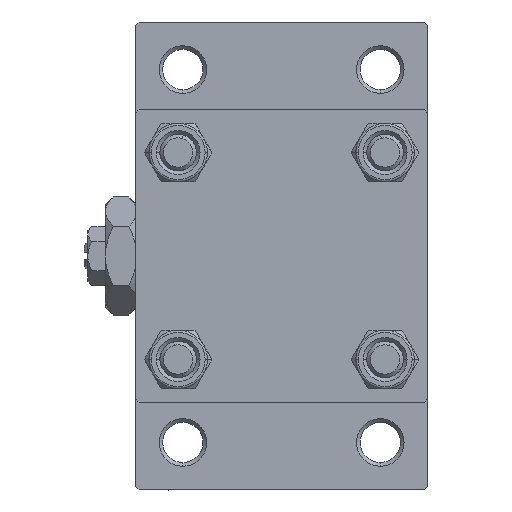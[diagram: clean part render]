
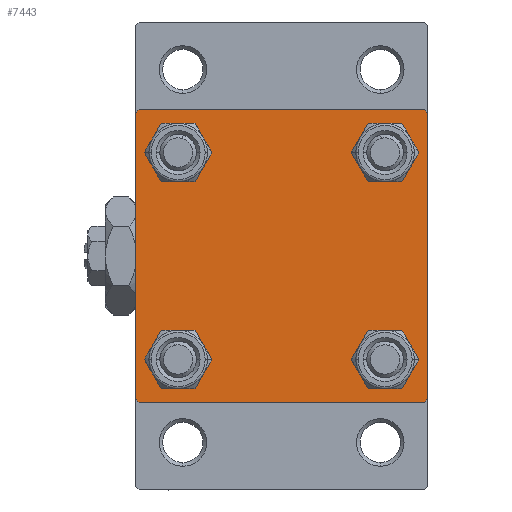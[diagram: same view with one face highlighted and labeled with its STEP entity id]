
A CAD part, left-side view. The second image highlights one B-rep face of the part: STEP entity #7443.
In plain terms, the highlighted planar face has unit normal (-1, 0, 0).
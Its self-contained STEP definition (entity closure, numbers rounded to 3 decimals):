
#309 = VECTOR ( 'NONE', #13660, 1000. ) ;
#426 = CIRCLE ( 'NONE', #44540, 3. ) ;
#435 = CARTESIAN_POINT ( 'NONE',  ( 0., 0., 0. ) ) ;
#573 = VERTEX_POINT ( 'NONE', #18162 ) ;
#902 = EDGE_CURVE ( 'NONE', #12266, #6738, #34927, .T. ) ;
#918 = FACE_OUTER_BOUND ( 'NONE', #28363, .T. ) ;
#1353 = ORIENTED_EDGE ( 'NONE', *, *, #27221, .F. ) ;
#1447 = AXIS2_PLACEMENT_3D ( 'NONE', #20340, #12195, #23550 ) ;
#1927 = EDGE_CURVE ( 'NONE', #17250, #44710, #41195, .T. ) ;
#2245 = EDGE_CURVE ( 'NONE', #39649, #573, #21316, .T. ) ;
#2329 = DIRECTION ( 'NONE',  ( 0., 0., 1. ) ) ;
#2523 = VERTEX_POINT ( 'NONE', #23246 ) ;
#2752 = AXIS2_PLACEMENT_3D ( 'NONE', #4617, #22895, #8073 ) ;
#2755 = CARTESIAN_POINT ( 'NONE',  ( 0., 14.15, 14.15 ) ) ;
#2778 = VERTEX_POINT ( 'NONE', #5942 ) ;
#3617 = ORIENTED_EDGE ( 'NONE', *, *, #25778, .T. ) ;
#3910 = FACE_BOUND ( 'NONE', #27626, .T. ) ;
#3931 = EDGE_LOOP ( 'NONE', ( #40213, #13449 ) ) ;
#4143 = EDGE_CURVE ( 'NONE', #15169, #30370, #10626, .T. ) ;
#4617 = CARTESIAN_POINT ( 'NONE',  ( 0., -14.15, -14.15 ) ) ;
#5089 = EDGE_CURVE ( 'NONE', #8151, #573, #38886, .T. ) ;
#5289 = VECTOR ( 'NONE', #42771, 1000. ) ;
#5775 = VECTOR ( 'NONE', #45801, 1000. ) ;
#5942 = CARTESIAN_POINT ( 'NONE',  ( 0., 14.15, -11.15 ) ) ;
#6738 = VERTEX_POINT ( 'NONE', #36622 ) ;
#7081 = ORIENTED_EDGE ( 'NONE', *, *, #28315, .T. ) ;
#7155 = DIRECTION ( 'NONE',  ( 0., 0.707, -0.707 ) ) ;
#7443 = ADVANCED_FACE ( 'NONE', ( #38184, #37716, #19446, #3910, #918 ), #8086, .T. ) ;
#7636 = ORIENTED_EDGE ( 'NONE', *, *, #4143, .T. ) ;
#7821 = CARTESIAN_POINT ( 'NONE',  ( 0., -14.15, 14.15 ) ) ;
#8067 = CARTESIAN_POINT ( 'NONE',  ( 0., 20., 20. ) ) ;
#8073 = DIRECTION ( 'NONE',  ( 0., 0., 1. ) ) ;
#8086 = PLANE ( 'NONE',  #32007 ) ;
#8151 = VERTEX_POINT ( 'NONE', #19517 ) ;
#8363 = CARTESIAN_POINT ( 'NONE',  ( 0., 19.5, -20. ) ) ;
#8538 = DIRECTION ( 'NONE',  ( 1., 0., 0. ) ) ;
#8572 = CARTESIAN_POINT ( 'NONE',  ( 0., -20., 19.5 ) ) ;
#9545 = CARTESIAN_POINT ( 'NONE',  ( 0., -14.15, 11.15 ) ) ;
#9715 = CARTESIAN_POINT ( 'NONE',  ( 0., -14.15, 14.15 ) ) ;
#10289 = DIRECTION ( 'NONE',  ( 0., -1., 0. ) ) ;
#10349 = EDGE_CURVE ( 'NONE', #6738, #12266, #35207, .T. ) ;
#10626 = CIRCLE ( 'NONE', #2752, 3. ) ;
#12195 = DIRECTION ( 'NONE',  ( 1., 0., 0. ) ) ;
#12197 = CARTESIAN_POINT ( 'NONE',  ( 0., -19.75, -19.75 ) ) ;
#12266 = VERTEX_POINT ( 'NONE', #9545 ) ;
#12495 = DIRECTION ( 'NONE',  ( 0., 0., 1. ) ) ;
#12502 = CARTESIAN_POINT ( 'NONE',  ( 0., 19.75, -19.75 ) ) ;
#12721 = DIRECTION ( 'NONE',  ( 0., 0., 1. ) ) ;
#13170 = DIRECTION ( 'NONE',  ( 0., 0., 1. ) ) ;
#13208 = CARTESIAN_POINT ( 'NONE',  ( 0., -19.5, -20. ) ) ;
#13434 = CARTESIAN_POINT ( 'NONE',  ( 0., 14.15, -14.15 ) ) ;
#13449 = ORIENTED_EDGE ( 'NONE', *, *, #27071, .T. ) ;
#13484 = VECTOR ( 'NONE', #7155, 1000. ) ;
#13660 = DIRECTION ( 'NONE',  ( 0., 0.707, 0.707 ) ) ;
#14971 = ORIENTED_EDGE ( 'NONE', *, *, #10349, .T. ) ;
#15169 = VERTEX_POINT ( 'NONE', #21791 ) ;
#15509 = DIRECTION ( 'NONE',  ( -1., 0., 0. ) ) ;
#16444 = CARTESIAN_POINT ( 'NONE',  ( 0., -14.15, -14.15 ) ) ;
#17250 = VERTEX_POINT ( 'NONE', #34157 ) ;
#17819 = DIRECTION ( 'NONE',  ( 0., 0., 1. ) ) ;
#18162 = CARTESIAN_POINT ( 'NONE',  ( 0., -19.5, 20. ) ) ;
#18492 = EDGE_LOOP ( 'NONE', ( #7636, #48460 ) ) ;
#19051 = EDGE_CURVE ( 'NONE', #30370, #15169, #40418, .T. ) ;
#19125 = AXIS2_PLACEMENT_3D ( 'NONE', #16444, #28494, #12721 ) ;
#19317 = DIRECTION ( 'NONE',  ( 0., 0., -1. ) ) ;
#19446 = FACE_BOUND ( 'NONE', #3931, .T. ) ;
#19517 = CARTESIAN_POINT ( 'NONE',  ( 0., 19.5, 20. ) ) ;
#20081 = VECTOR ( 'NONE', #36198, 1000. ) ;
#20340 = CARTESIAN_POINT ( 'NONE',  ( 0., 14.15, 14.15 ) ) ;
#20920 = ORIENTED_EDGE ( 'NONE', *, *, #1927, .T. ) ;
#21078 = DIRECTION ( 'NONE',  ( 1., 0., 0. ) ) ;
#21316 = LINE ( 'NONE', #42767, #309 ) ;
#21572 = AXIS2_PLACEMENT_3D ( 'NONE', #7821, #8538, #12495 ) ;
#21791 = CARTESIAN_POINT ( 'NONE',  ( 0., -14.15, -11.15 ) ) ;
#22895 = DIRECTION ( 'NONE',  ( 1., 0., 0. ) ) ;
#23196 = CARTESIAN_POINT ( 'NONE',  ( 0., -14.15, -17.15 ) ) ;
#23216 = VERTEX_POINT ( 'NONE', #30691 ) ;
#23246 = CARTESIAN_POINT ( 'NONE',  ( 0., -20., -19.5 ) ) ;
#23390 = VERTEX_POINT ( 'NONE', #8363 ) ;
#23550 = DIRECTION ( 'NONE',  ( 0., 0., 1. ) ) ;
#24093 = CARTESIAN_POINT ( 'NONE',  ( 0., 20., 20. ) ) ;
#25778 = EDGE_CURVE ( 'NONE', #44710, #23390, #43685, .T. ) ;
#27071 = EDGE_CURVE ( 'NONE', #48648, #2778, #29523, .T. ) ;
#27221 = EDGE_CURVE ( 'NONE', #39649, #2523, #42240, .T. ) ;
#27279 = ORIENTED_EDGE ( 'NONE', *, *, #43198, .T. ) ;
#27406 = AXIS2_PLACEMENT_3D ( 'NONE', #43487, #46454, #32132 ) ;
#27626 = EDGE_LOOP ( 'NONE', ( #30803, #7081 ) ) ;
#27644 = CARTESIAN_POINT ( 'NONE',  ( 0., 19.75, 19.75 ) ) ;
#27722 = LINE ( 'NONE', #12197, #5289 ) ;
#28033 = ORIENTED_EDGE ( 'NONE', *, *, #29929, .T. ) ;
#28315 = EDGE_CURVE ( 'NONE', #40091, #23216, #426, .T. ) ;
#28363 = EDGE_LOOP ( 'NONE', ( #20920, #3617, #28033, #27279, #1353, #30559, #30121, #32437 ) ) ;
#28494 = DIRECTION ( 'NONE',  ( 1., 0., 0. ) ) ;
#28812 = VECTOR ( 'NONE', #10289, 1000. ) ;
#29523 = CIRCLE ( 'NONE', #35045, 3. ) ;
#29794 = CIRCLE ( 'NONE', #1447, 3. ) ;
#29929 = EDGE_CURVE ( 'NONE', #23390, #35036, #40129, .T. ) ;
#30121 = ORIENTED_EDGE ( 'NONE', *, *, #5089, .F. ) ;
#30370 = VERTEX_POINT ( 'NONE', #23196 ) ;
#30559 = ORIENTED_EDGE ( 'NONE', *, *, #2245, .T. ) ;
#30691 = CARTESIAN_POINT ( 'NONE',  ( 0., 14.15, 17.15 ) ) ;
#30748 = DIRECTION ( 'NONE',  ( 1., 0., 0. ) ) ;
#30803 = ORIENTED_EDGE ( 'NONE', *, *, #35577, .T. ) ;
#31616 = CARTESIAN_POINT ( 'NONE',  ( 0., 14.15, -17.15 ) ) ;
#32007 = AXIS2_PLACEMENT_3D ( 'NONE', #435, #15509, #33999 ) ;
#32132 = DIRECTION ( 'NONE',  ( 0., 0., 1. ) ) ;
#32437 = ORIENTED_EDGE ( 'NONE', *, *, #41400, .T. ) ;
#32472 = CARTESIAN_POINT ( 'NONE',  ( 0., 20., -20. ) ) ;
#32634 = VECTOR ( 'NONE', #41196, 1000. ) ;
#33999 = DIRECTION ( 'NONE',  ( 0., 0., 1. ) ) ;
#34157 = CARTESIAN_POINT ( 'NONE',  ( 0., 20., 19.5 ) ) ;
#34398 = EDGE_CURVE ( 'NONE', #2778, #48648, #48692, .T. ) ;
#34927 = CIRCLE ( 'NONE', #21572, 3. ) ;
#35036 = VERTEX_POINT ( 'NONE', #13208 ) ;
#35045 = AXIS2_PLACEMENT_3D ( 'NONE', #13434, #21078, #2329 ) ;
#35097 = CARTESIAN_POINT ( 'NONE',  ( 0., 20., -19.5 ) ) ;
#35207 = CIRCLE ( 'NONE', #41515, 3. ) ;
#35577 = EDGE_CURVE ( 'NONE', #23216, #40091, #29794, .T. ) ;
#36198 = DIRECTION ( 'NONE',  ( 0., -1., 0. ) ) ;
#36622 = CARTESIAN_POINT ( 'NONE',  ( 0., -14.15, 17.15 ) ) ;
#37716 = FACE_BOUND ( 'NONE', #18492, .T. ) ;
#38057 = CARTESIAN_POINT ( 'NONE',  ( 0., -20., 20. ) ) ;
#38184 = FACE_BOUND ( 'NONE', #43809, .T. ) ;
#38886 = LINE ( 'NONE', #24093, #20081 ) ;
#39649 = VERTEX_POINT ( 'NONE', #8572 ) ;
#40091 = VERTEX_POINT ( 'NONE', #44216 ) ;
#40129 = LINE ( 'NONE', #32472, #28812 ) ;
#40213 = ORIENTED_EDGE ( 'NONE', *, *, #34398, .T. ) ;
#40418 = CIRCLE ( 'NONE', #19125, 3. ) ;
#40950 = ORIENTED_EDGE ( 'NONE', *, *, #902, .T. ) ;
#40988 = DIRECTION ( 'NONE',  ( 1., 0., 0. ) ) ;
#41195 = LINE ( 'NONE', #8067, #5775 ) ;
#41196 = DIRECTION ( 'NONE',  ( 0., -0.707, -0.707 ) ) ;
#41360 = VECTOR ( 'NONE', #19317, 1000. ) ;
#41400 = EDGE_CURVE ( 'NONE', #8151, #17250, #46407, .T. ) ;
#41515 = AXIS2_PLACEMENT_3D ( 'NONE', #9715, #30748, #13170 ) ;
#42240 = LINE ( 'NONE', #38057, #41360 ) ;
#42767 = CARTESIAN_POINT ( 'NONE',  ( 0., -19.75, 19.75 ) ) ;
#42771 = DIRECTION ( 'NONE',  ( 0., -0.707, 0.707 ) ) ;
#43198 = EDGE_CURVE ( 'NONE', #35036, #2523, #27722, .T. ) ;
#43487 = CARTESIAN_POINT ( 'NONE',  ( 0., 14.15, -14.15 ) ) ;
#43685 = LINE ( 'NONE', #12502, #32634 ) ;
#43809 = EDGE_LOOP ( 'NONE', ( #14971, #40950 ) ) ;
#44216 = CARTESIAN_POINT ( 'NONE',  ( 0., 14.15, 11.15 ) ) ;
#44540 = AXIS2_PLACEMENT_3D ( 'NONE', #2755, #40988, #17819 ) ;
#44710 = VERTEX_POINT ( 'NONE', #35097 ) ;
#45801 = DIRECTION ( 'NONE',  ( 0., 0., -1. ) ) ;
#46407 = LINE ( 'NONE', #27644, #13484 ) ;
#46454 = DIRECTION ( 'NONE',  ( 1., 0., 0. ) ) ;
#48460 = ORIENTED_EDGE ( 'NONE', *, *, #19051, .T. ) ;
#48648 = VERTEX_POINT ( 'NONE', #31616 ) ;
#48692 = CIRCLE ( 'NONE', #27406, 3. ) ;
